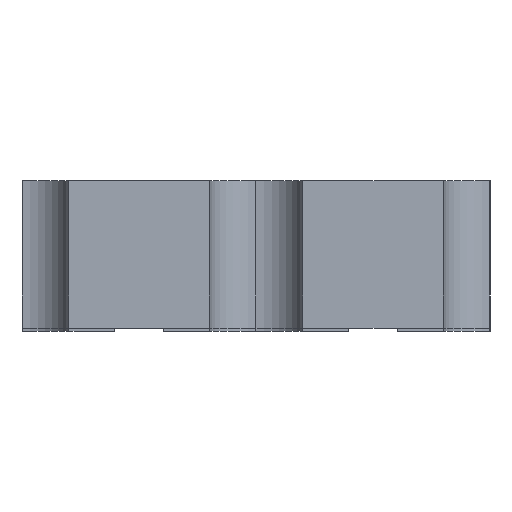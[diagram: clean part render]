
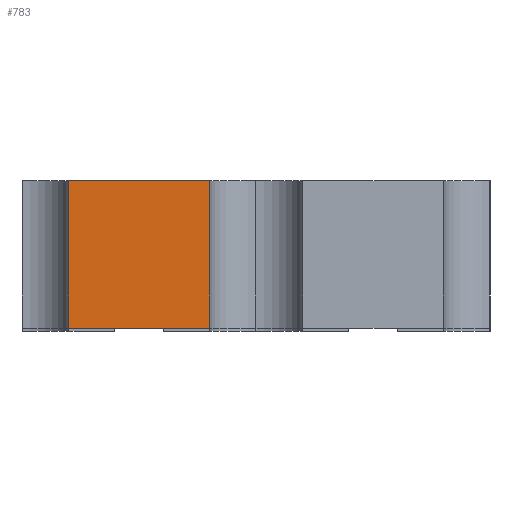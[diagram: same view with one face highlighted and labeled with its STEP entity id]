
A CAD part, left-side view. The second image highlights one B-rep face of the part: STEP entity #783.
In plain terms, the highlighted planar face has unit normal (-1, 0, 0).
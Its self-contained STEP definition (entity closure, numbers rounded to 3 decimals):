
#62 = VERTEX_POINT('',#63);
#63 = CARTESIAN_POINT('',(-7.62,2.03,0.));
#319 = VERTEX_POINT('',#320);
#320 = CARTESIAN_POINT('',(-7.62,0.51,0.));
#327 = EDGE_CURVE('',#319,#62,#328,.T.);
#328 = LINE('',#329,#330);
#329 = CARTESIAN_POINT('',(-7.62,-2.54,0.));
#330 = VECTOR('',#331,1.);
#331 = DIRECTION('',(0.,1.,0.));
#422 = VERTEX_POINT('',#423);
#423 = CARTESIAN_POINT('',(-7.62,2.03,1.6));
#671 = VERTEX_POINT('',#672);
#672 = CARTESIAN_POINT('',(-7.62,0.51,1.6));
#679 = EDGE_CURVE('',#671,#422,#680,.T.);
#680 = LINE('',#681,#682);
#681 = CARTESIAN_POINT('',(-7.62,-2.54,1.6));
#682 = VECTOR('',#683,1.);
#683 = DIRECTION('',(0.,1.,0.));
#772 = EDGE_CURVE('',#62,#422,#773,.T.);
#773 = LINE('',#774,#775);
#774 = CARTESIAN_POINT('',(-7.62,2.03,1.6));
#775 = VECTOR('',#776,1.);
#776 = DIRECTION('',(0.,0.,1.));
#783 = ADVANCED_FACE('',(#784),#795,.T.);
#784 = FACE_BOUND('',#785,.T.);
#785 = EDGE_LOOP('',(#786,#787,#793,#794));
#786 = ORIENTED_EDGE('',*,*,#327,.F.);
#787 = ORIENTED_EDGE('',*,*,#788,.T.);
#788 = EDGE_CURVE('',#319,#671,#789,.T.);
#789 = LINE('',#790,#791);
#790 = CARTESIAN_POINT('',(-7.62,0.51,1.6));
#791 = VECTOR('',#792,1.);
#792 = DIRECTION('',(0.,0.,1.));
#793 = ORIENTED_EDGE('',*,*,#679,.T.);
#794 = ORIENTED_EDGE('',*,*,#772,.F.);
#795 = PLANE('',#796);
#796 = AXIS2_PLACEMENT_3D('',#797,#798,#799);
#797 = CARTESIAN_POINT('',(-7.62,-2.54,0.));
#798 = DIRECTION('',(-1.,0.,0.));
#799 = DIRECTION('',(0.,1.,0.));
